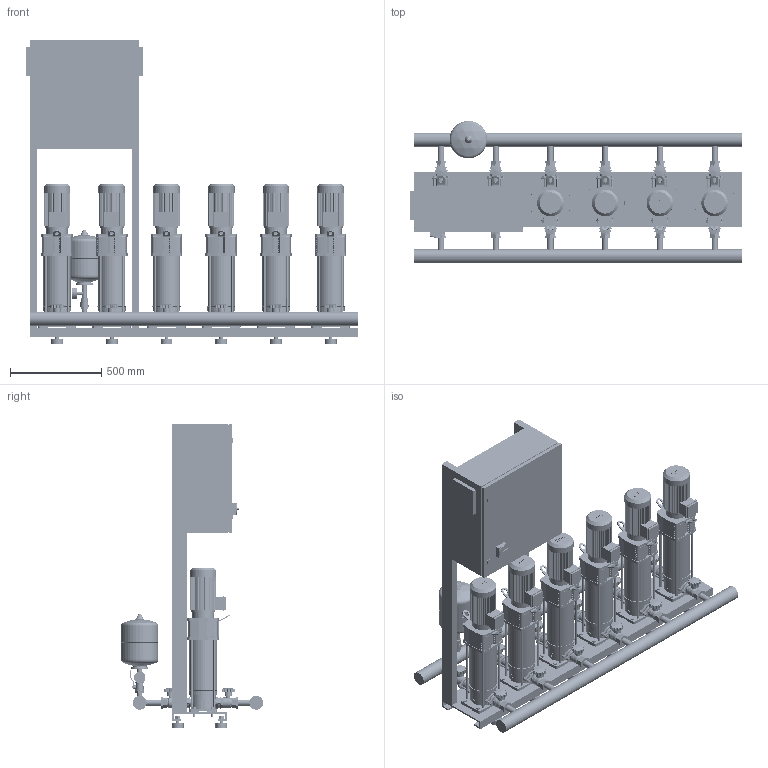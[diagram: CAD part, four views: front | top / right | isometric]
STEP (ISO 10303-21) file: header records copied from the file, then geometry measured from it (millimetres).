
FILE_DESCRIPTION((''),'2;1');
FILE_NAME('3d_CO-6HELIXV409_K_CC-01-2536449.stp','2016-01-25T07:42:24',(''),(''),'Mechanical Desktop 2009','Mechanical Desktop 2009',', , ');
FILE_SCHEMA(('CONFIG_CONTROL_DESIGN'));
Length unit declared in the file: millimetre
Products named in the file (1): Product
Bounding box: 1820 x 780.05 x 1670 mm (x, y, z)
Volume: 220811494.3 mm3; surface area: 12237721.4 mm2
Topology: 234 solids, 234 shells, 7253 faces, 18631 edges, 12246 vertices
Faces by surface type: plane 3299, cylinder 1998, bspline 1626, cone 300, torus 28, sphere 2
Entity records: 232193 total; most frequent: CARTESIAN_POINT 56335, ORIENTED_EDGE 37214, DIRECTION 34415, EDGE_CURVE 18607, VERTEX_POINT 12240, VECTOR 12239, LINE 12239, AXIS2_PLACEMENT_3D 11088
